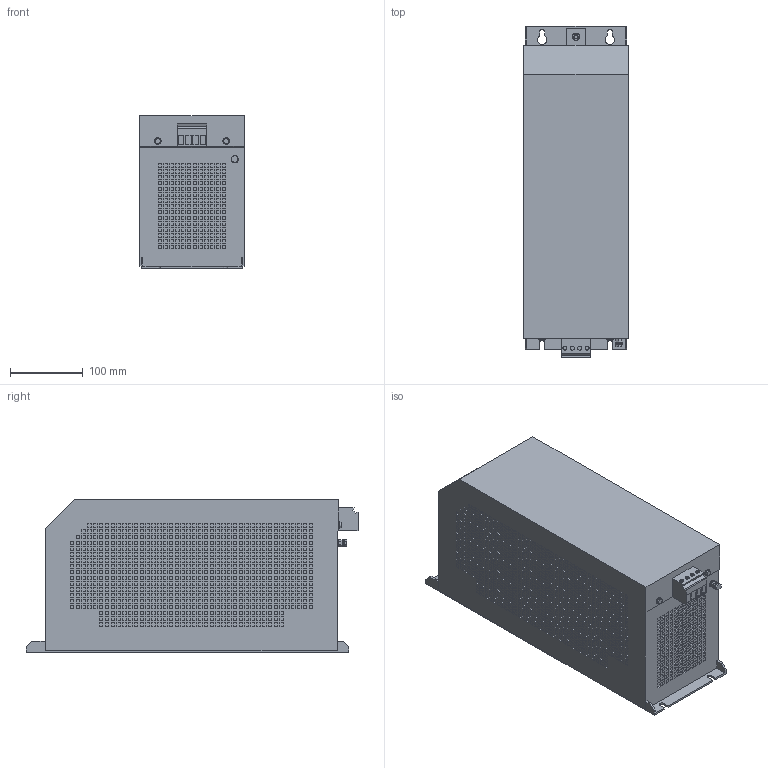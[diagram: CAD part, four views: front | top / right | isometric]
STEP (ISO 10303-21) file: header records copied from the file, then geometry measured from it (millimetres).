
FILE_DESCRIPTION (( 'STEP AP214' ), '1' );
FILE_NAME ('221430.STEP', '2020-06-15T07:37:19', ( '' ), ( '' ), 'SwSTEP 2.0', 'SolidWorks 2018', '' );
FILE_SCHEMA (( 'AUTOMOTIVE_DESIGN' ));
Products named in the file (1): 221430
Bounding box: 143.2 x 456 x 209.3 mm (x, y, z)
Volume: 11918355.8 mm3; surface area: 391498.1 mm2
Topology: 1 solids, 1 shells, 8941 faces, 21471 edges, 14306 vertices
Faces by surface type: plane 8903, cylinder 38
Entity records: 254135 total; most frequent: CARTESIAN_POINT 44719, ORIENTED_EDGE 42942, DIRECTION 39455, EDGE_CURVE 21471, LINE 21371, VECTOR 21371, VERTEX_POINT 14306, EDGE_LOOP 10719
